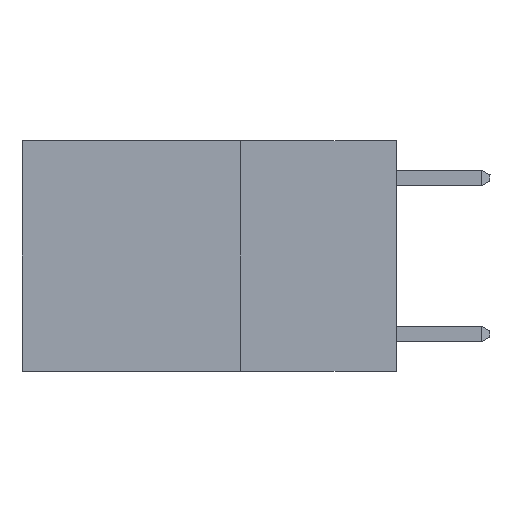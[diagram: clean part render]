
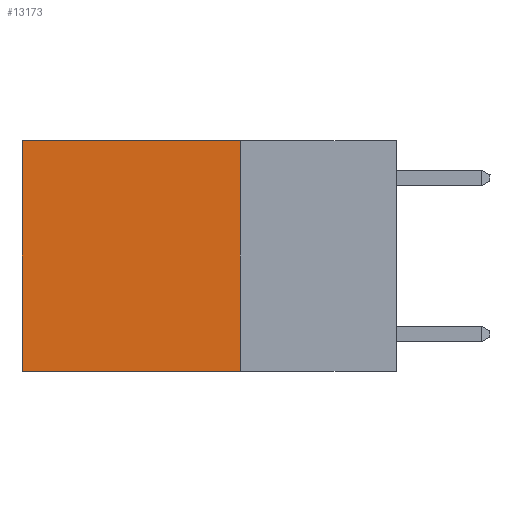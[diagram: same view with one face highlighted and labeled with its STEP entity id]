
A CAD part, left-side view. The second image highlights one B-rep face of the part: STEP entity #13173.
In plain terms, the highlighted planar face has unit normal (-1, 0, 0).
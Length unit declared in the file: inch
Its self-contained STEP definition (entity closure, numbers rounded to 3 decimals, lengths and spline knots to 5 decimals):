
#308 = VECTOR ( 'NONE', #6261, 39.37008 ) ;
#455 = CARTESIAN_POINT ( 'NONE',  ( 0.2625, 0.6, 0. ) ) ;
#676 = LINE ( 'NONE', #5046, #308 ) ;
#1669 = DIRECTION ( 'NONE',  ( 0., 0., -1. ) ) ;
#1778 = CARTESIAN_POINT ( 'NONE',  ( 0.2625, 0.25, 0. ) ) ;
#1989 = VECTOR ( 'NONE', #5443, 39.37008 ) ;
#2010 = CARTESIAN_POINT ( 'NONE',  ( 0.2625, 0.25, -0.37 ) ) ;
#2101 = LINE ( 'NONE', #13029, #14620 ) ;
#3085 = EDGE_LOOP ( 'NONE', ( #12349, #12460, #4333, #15572 ) ) ;
#4333 = ORIENTED_EDGE ( 'NONE', *, *, #7065, .F. ) ;
#5046 = CARTESIAN_POINT ( 'NONE',  ( 0.2625, 0.25, -0.37 ) ) ;
#5217 = LINE ( 'NONE', #1778, #1989 ) ;
#5443 = DIRECTION ( 'NONE',  ( 0., 0., -1. ) ) ;
#5856 = VECTOR ( 'NONE', #1669, 39.37008 ) ;
#6058 = VERTEX_POINT ( 'NONE', #13079 ) ;
#6182 = FACE_OUTER_BOUND ( 'NONE', #3085, .T. ) ;
#6261 = DIRECTION ( 'NONE',  ( 0., 1., 0. ) ) ;
#6327 = CARTESIAN_POINT ( 'NONE',  ( 0.2625, 0.6, -0.37 ) ) ;
#6462 = DIRECTION ( 'NONE',  ( 1., 0., 0. ) ) ;
#6859 = VERTEX_POINT ( 'NONE', #14668 ) ;
#7065 = EDGE_CURVE ( 'NONE', #6058, #10794, #5217, .T. ) ;
#10293 = EDGE_CURVE ( 'NONE', #6058, #6859, #2101, .T. ) ;
#10794 = VERTEX_POINT ( 'NONE', #2010 ) ;
#11617 = AXIS2_PLACEMENT_3D ( 'NONE', #14885, #6462, #14942 ) ;
#11827 = EDGE_CURVE ( 'NONE', #6859, #12422, #15517, .T. ) ;
#12349 = ORIENTED_EDGE ( 'NONE', *, *, #11827, .T. ) ;
#12422 = VERTEX_POINT ( 'NONE', #6327 ) ;
#12460 = ORIENTED_EDGE ( 'NONE', *, *, #14042, .F. ) ;
#13029 = CARTESIAN_POINT ( 'NONE',  ( 0.2625, 0.25, 0. ) ) ;
#13079 = CARTESIAN_POINT ( 'NONE',  ( 0.2625, 0.25, 0. ) ) ;
#13173 = ADVANCED_FACE ( 'NONE', ( #6182 ), #13757, .F. ) ;
#13757 = PLANE ( 'NONE',  #11617 ) ;
#14042 = EDGE_CURVE ( 'NONE', #10794, #12422, #676, .T. ) ;
#14241 = DIRECTION ( 'NONE',  ( 0., 1., 0. ) ) ;
#14620 = VECTOR ( 'NONE', #14241, 39.37008 ) ;
#14668 = CARTESIAN_POINT ( 'NONE',  ( 0.2625, 0.6, 0. ) ) ;
#14885 = CARTESIAN_POINT ( 'NONE',  ( 0.2625, 0.25, 0. ) ) ;
#14942 = DIRECTION ( 'NONE',  ( 0., 0., -1. ) ) ;
#15517 = LINE ( 'NONE', #455, #5856 ) ;
#15572 = ORIENTED_EDGE ( 'NONE', *, *, #10293, .T. ) ;
